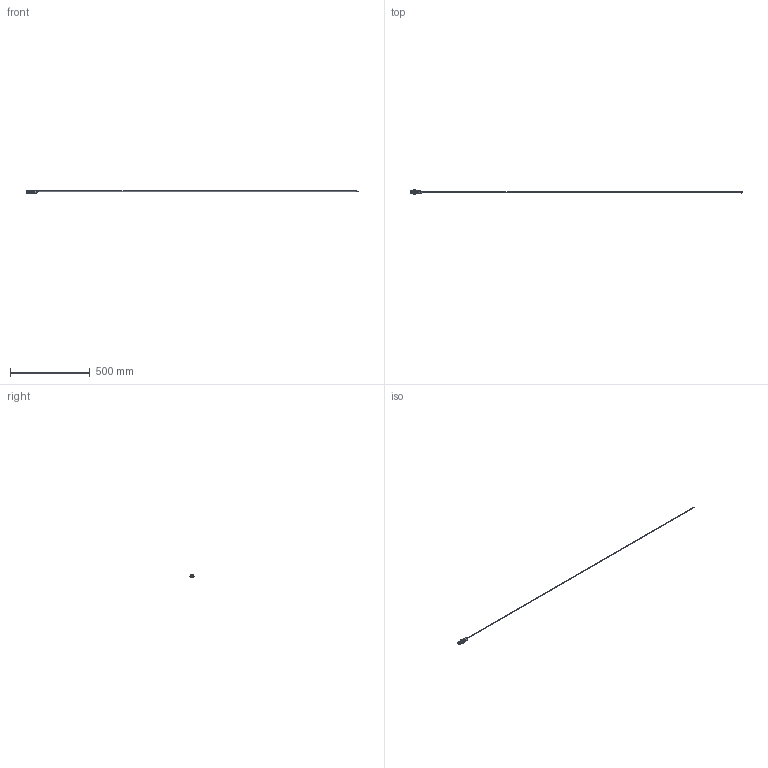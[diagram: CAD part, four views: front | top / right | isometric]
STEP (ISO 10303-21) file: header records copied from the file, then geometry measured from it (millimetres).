
FILE_DESCRIPTION (( 'STEP AP214' ), '1' );
FILE_NAME ('PXCAP18-2005B_3D.step', '2023-07-17T19:17:29', ( '' ), ( '' ), 'SwSTEP 2.0', 'SolidWorks 2022', '' );
FILE_SCHEMA (( 'AUTOMOTIVE_DESIGN' ));
Length unit declared in the file: millimetre
Products named in the file (1): PXCAP18-2005B_3D
Bounding box: 2077.95 x 27.48 x 23.8 mm (x, y, z)
Volume: 55419.3 mm3; surface area: 40053.8 mm2
Topology: 6 solids, 6 shells, 1269 faces, 3755 edges, 2502 vertices
Faces by surface type: plane 669, cylinder 578, cone 10, bspline 8, torus 4
Entity records: 85816 total; most frequent: CARTESIAN_POINT 55479, ORIENTED_EDGE 7510, DIRECTION 5039, EDGE_CURVE 3755, VERTEX_POINT 2502, AXIS2_PLACEMENT_3D 1822, VECTOR 1395, LINE 1395
